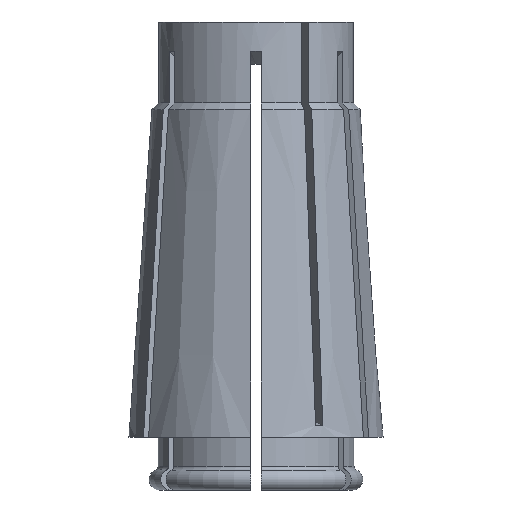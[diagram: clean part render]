
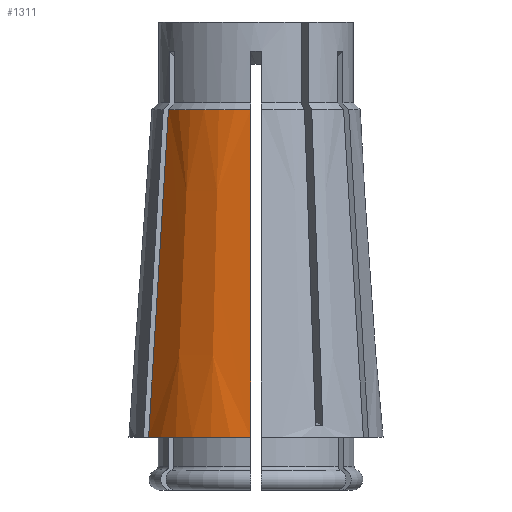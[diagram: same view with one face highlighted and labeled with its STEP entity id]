
A CAD part, front view. The second image highlights one B-rep face of the part: STEP entity #1311.
In plain terms, the highlighted conical face has half-angle 4 degrees and reference radius 12.25 mm.
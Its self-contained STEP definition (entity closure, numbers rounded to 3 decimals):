
#36 = B_SPLINE_CURVE_WITH_KNOTS ( 'NONE', 3,
 ( #1839, #3578, #336, #2434, #634, #2721, #938, #3025, #1241, #3304 ),
 .UNSPECIFIED., .F., .F.,
 ( 4, 3, 3, 4 ),
 ( 0.018, 0.022, 0.045, 0.05 ),
 .UNSPECIFIED. ) ;
#67 = ORIENTED_EDGE ( 'NONE', *, *, #673, .F. ) ;
#336 = CARTESIAN_POINT ( 'NONE',  ( -0.5, -12.048, -37.251 ) ) ;
#376 = CARTESIAN_POINT ( 'NONE',  ( 0., 0., -8.444 ) ) ;
#465 = CARTESIAN_POINT ( 'NONE',  ( -9.427, -6.02, -24.769 ) ) ;
#478 = EDGE_CURVE ( 'NONE', #2703, #1479, #2949, .T. ) ;
#503 = CARTESIAN_POINT ( 'NONE',  ( -0.5, -12.24, -40. ) ) ;
#547 = CARTESIAN_POINT ( 'NONE',  ( -9.889, -6.287, -32.384 ) ) ;
#593 = CARTESIAN_POINT ( 'NONE',  ( -10.35, -6.553, -40. ) ) ;
#607 = CARTESIAN_POINT ( 'NONE',  ( -8.965, -5.753, -17.153 ) ) ;
#632 = CARTESIAN_POINT ( 'NONE',  ( -8.789, -5.652, -14.25 ) ) ;
#634 = CARTESIAN_POINT ( 'NONE',  ( -0.5, -11.431, -28.441 ) ) ;
#642 = EDGE_LOOP ( 'NONE', ( #1578, #1681, #967, #67 ) ) ;
#644 = CARTESIAN_POINT ( 'NONE',  ( -8.613, -5.55, -11.347 ) ) ;
#657 = CARTESIAN_POINT ( 'NONE',  ( -8.437, -5.449, -8.444 ) ) ;
#673 = EDGE_CURVE ( 'NONE', #1479, #799, #1398, .T. ) ;
#717 = DIRECTION ( 'NONE',  ( 0., 0., 1. ) ) ;
#759 = DIRECTION ( 'NONE',  ( 1., 0., 0. ) ) ;
#799 = VERTEX_POINT ( 'NONE', #2826 ) ;
#832 = CARTESIAN_POINT ( 'NONE',  ( -8.437, -5.449, -8.444 ) ) ;
#938 = CARTESIAN_POINT ( 'NONE',  ( -0.5, -10.39, -13.568 ) ) ;
#967 = ORIENTED_EDGE ( 'NONE', *, *, #2039, .T. ) ;
#1064 = VERTEX_POINT ( 'NONE', #503 ) ;
#1241 = CARTESIAN_POINT ( 'NONE',  ( -0.5, -10.151, -10.152 ) ) ;
#1311 = ADVANCED_FACE ( 'NONE', ( #3266 ), #2410, .T. ) ;
#1378 = AXIS2_PLACEMENT_3D ( 'NONE', #2520, #717, #2801 ) ;
#1398 = CIRCLE ( 'NONE', #1737, 10.044 ) ;
#1479 = VERTEX_POINT ( 'NONE', #832 ) ;
#1578 = ORIENTED_EDGE ( 'NONE', *, *, #478, .F. ) ;
#1681 = ORIENTED_EDGE ( 'NONE', *, *, #3285, .T. ) ;
#1737 = AXIS2_PLACEMENT_3D ( 'NONE', #376, #3367, #759 ) ;
#1793 = AXIS2_PLACEMENT_3D ( 'NONE', #2693, #3020, #2729 ) ;
#1839 = CARTESIAN_POINT ( 'NONE',  ( -0.5, -12.24, -40. ) ) ;
#2039 = EDGE_CURVE ( 'NONE', #1064, #799, #36, .T. ) ;
#2237 = CARTESIAN_POINT ( 'NONE',  ( -10.35, -6.553, -40. ) ) ;
#2410 = CONICAL_SURFACE ( 'NONE', #1793, 12.25, 0.07 ) ;
#2434 = CARTESIAN_POINT ( 'NONE',  ( -0.5, -11.951, -35.877 ) ) ;
#2520 = CARTESIAN_POINT ( 'NONE',  ( 0., 0., -40. ) ) ;
#2693 = CARTESIAN_POINT ( 'NONE',  ( 0., 0., -40. ) ) ;
#2703 = VERTEX_POINT ( 'NONE', #2237 ) ;
#2721 = CARTESIAN_POINT ( 'NONE',  ( -0.5, -10.91, -21.004 ) ) ;
#2729 = DIRECTION ( 'NONE',  ( -1., 0., 0. ) ) ;
#2801 = DIRECTION ( 'NONE',  ( 1., 0., 0. ) ) ;
#2826 = CARTESIAN_POINT ( 'NONE',  ( -0.5, -10.031, -8.444 ) ) ;
#2949 = B_SPLINE_CURVE_WITH_KNOTS ( 'NONE', 3,
 ( #593, #547, #465, #607, #632, #644, #657 ),
 .UNSPECIFIED., .F., .F.,
 ( 4, 3, 4 ),
 ( 0., 0.023, 0.032 ),
 .UNSPECIFIED. ) ;
#3020 = DIRECTION ( 'NONE',  ( 0., 0., -1. ) ) ;
#3025 = CARTESIAN_POINT ( 'NONE',  ( -0.5, -10.27, -11.86 ) ) ;
#3133 = CIRCLE ( 'NONE', #1378, 12.25 ) ;
#3266 = FACE_OUTER_BOUND ( 'NONE', #642, .T. ) ;
#3285 = EDGE_CURVE ( 'NONE', #2703, #1064, #3133, .T. ) ;
#3304 = CARTESIAN_POINT ( 'NONE',  ( -0.5, -10.031, -8.444 ) ) ;
#3367 = DIRECTION ( 'NONE',  ( 0., 0., 1. ) ) ;
#3578 = CARTESIAN_POINT ( 'NONE',  ( -0.5, -12.144, -38.626 ) ) ;
